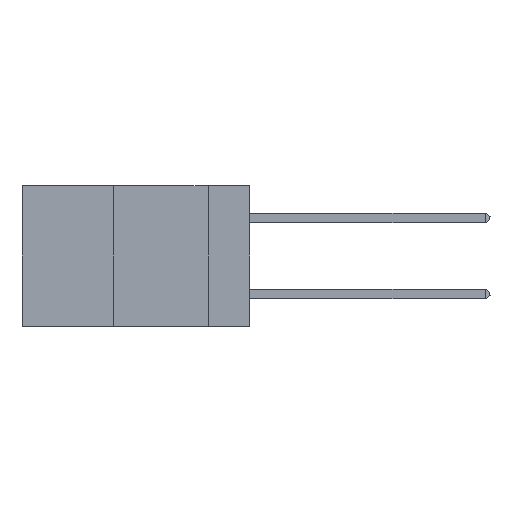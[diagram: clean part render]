
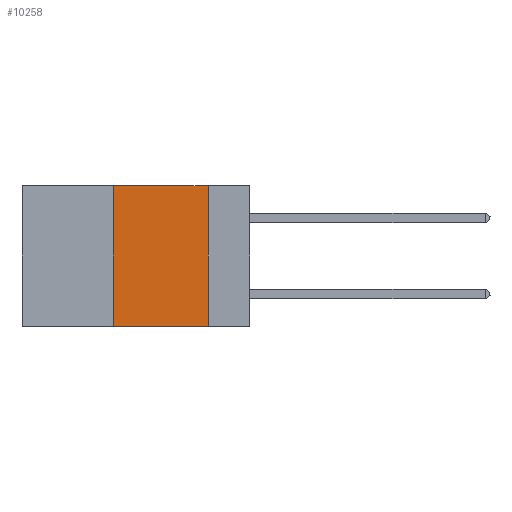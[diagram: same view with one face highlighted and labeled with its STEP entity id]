
A CAD part, left-side view. The second image highlights one B-rep face of the part: STEP entity #10258.
In plain terms, the highlighted planar face has unit normal (-1, 0, 0).
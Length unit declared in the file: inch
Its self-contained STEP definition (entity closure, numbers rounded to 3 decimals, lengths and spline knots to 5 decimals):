
#162 = ORIENTED_EDGE ( 'NONE', *, *, #12632, .F. ) ;
#435 = EDGE_CURVE ( 'NONE', #18592, #1854, #6183, .T. ) ;
#917 = ORIENTED_EDGE ( 'NONE', *, *, #23192, .T. ) ;
#1854 = VERTEX_POINT ( 'NONE', #5872 ) ;
#3298 = VECTOR ( 'NONE', #6507, 39.37008 ) ;
#4112 = ORIENTED_EDGE ( 'NONE', *, *, #435, .F. ) ;
#4150 = CARTESIAN_POINT ( 'NONE',  ( 0., 0.36, -0.37 ) ) ;
#5872 = CARTESIAN_POINT ( 'NONE',  ( 0., 0.36, 0. ) ) ;
#6183 = LINE ( 'NONE', #24124, #3298 ) ;
#6507 = DIRECTION ( 'NONE',  ( 0., 0., 1. ) ) ;
#6994 = VERTEX_POINT ( 'NONE', #11345 ) ;
#8971 = DIRECTION ( 'NONE',  ( 1., 0., 0. ) ) ;
#10041 = AXIS2_PLACEMENT_3D ( 'NONE', #15097, #8971, #23244 ) ;
#10258 = ADVANCED_FACE ( 'NONE', ( #13349 ), #21215, .F. ) ;
#11345 = CARTESIAN_POINT ( 'NONE',  ( 0., 0.11, -0.37 ) ) ;
#12632 = EDGE_CURVE ( 'NONE', #1854, #22568, #13704, .T. ) ;
#13122 = CARTESIAN_POINT ( 'NONE',  ( 0., 0.11, 0. ) ) ;
#13349 = FACE_OUTER_BOUND ( 'NONE', #19591, .T. ) ;
#13704 = LINE ( 'NONE', #23419, #16556 ) ;
#15088 = DIRECTION ( 'NONE',  ( 0., 0., -1. ) ) ;
#15097 = CARTESIAN_POINT ( 'NONE',  ( 0., 0.6, 0. ) ) ;
#15759 = EDGE_CURVE ( 'NONE', #22568, #6994, #15797, .T. ) ;
#15797 = LINE ( 'NONE', #13122, #18042 ) ;
#16556 = VECTOR ( 'NONE', #17325, 39.37008 ) ;
#17325 = DIRECTION ( 'NONE',  ( 0., -1., 0. ) ) ;
#17728 = CARTESIAN_POINT ( 'NONE',  ( 0., 0.11, 0. ) ) ;
#18042 = VECTOR ( 'NONE', #15088, 39.37008 ) ;
#18592 = VERTEX_POINT ( 'NONE', #4150 ) ;
#19591 = EDGE_LOOP ( 'NONE', ( #20564, #162, #4112, #917 ) ) ;
#20564 = ORIENTED_EDGE ( 'NONE', *, *, #15759, .F. ) ;
#21215 = PLANE ( 'NONE',  #10041 ) ;
#21934 = VECTOR ( 'NONE', #22026, 39.37008 ) ;
#21940 = CARTESIAN_POINT ( 'NONE',  ( 0., 0.6, -0.37 ) ) ;
#22026 = DIRECTION ( 'NONE',  ( 0., -1., 0. ) ) ;
#22568 = VERTEX_POINT ( 'NONE', #17728 ) ;
#23192 = EDGE_CURVE ( 'NONE', #18592, #6994, #26356, .T. ) ;
#23244 = DIRECTION ( 'NONE',  ( 0., 0., -1. ) ) ;
#23419 = CARTESIAN_POINT ( 'NONE',  ( 0., 0.6, 0. ) ) ;
#24124 = CARTESIAN_POINT ( 'NONE',  ( 0., 0.36, 0. ) ) ;
#26356 = LINE ( 'NONE', #21940, #21934 ) ;
